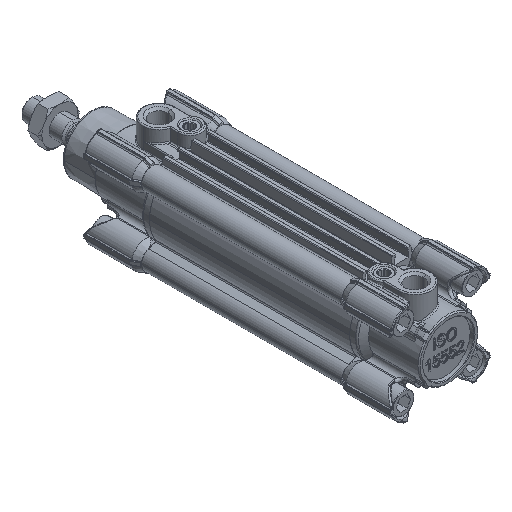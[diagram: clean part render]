
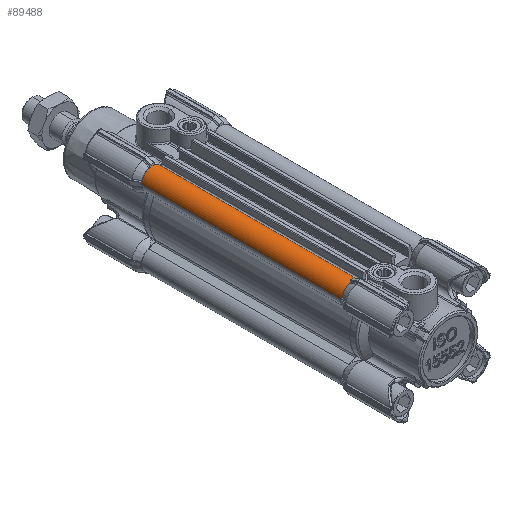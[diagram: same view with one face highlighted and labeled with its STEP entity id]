
A CAD part, isometric view. The second image highlights one B-rep face of the part: STEP entity #89488.
In plain terms, the highlighted cylindrical face has radius 5 mm (diameter 10 mm), a partial arc.
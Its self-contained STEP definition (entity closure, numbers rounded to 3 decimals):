
#50 = CARTESIAN_POINT ( 'NONE',  ( -12.499, 25., 19.557 ) ) ;
#3169 = EDGE_CURVE ( 'NONE', #74384, #65424, #85740, .T. ) ;
#3682 = ORIENTED_EDGE ( 'NONE', *, *, #96124, .F. ) ;
#4595 = ORIENTED_EDGE ( 'NONE', *, *, #3169, .F. ) ;
#5050 = DIRECTION ( 'NONE',  ( 1., 0., 0. ) ) ;
#5910 = CARTESIAN_POINT ( 'NONE',  ( -16.25, 75., 16.25 ) ) ;
#7851 = VECTOR ( 'NONE', #54904, 1000. ) ;
#8707 = LINE ( 'NONE', #72312, #7851 ) ;
#13759 = CARTESIAN_POINT ( 'NONE',  ( -16.25, 119., 16.25 ) ) ;
#22799 = CYLINDRICAL_SURFACE ( 'NONE', #30148, 5. ) ;
#26350 = LINE ( 'NONE', #74600, #89580 ) ;
#30148 = AXIS2_PLACEMENT_3D ( 'NONE', #5910, #85393, #46407 ) ;
#39377 = EDGE_CURVE ( 'NONE', #42455, #89776, #46559, .T. ) ;
#42455 = VERTEX_POINT ( 'NONE', #88686 ) ;
#45068 = DIRECTION ( 'NONE',  ( 0., -1., 0. ) ) ;
#46407 = DIRECTION ( 'NONE',  ( -1., 0., 0. ) ) ;
#46559 = CIRCLE ( 'NONE', #95705, 5. ) ;
#54601 = AXIS2_PLACEMENT_3D ( 'NONE', #65996, #75768, #90133 ) ;
#54904 = DIRECTION ( 'NONE',  ( 0., 1., 0. ) ) ;
#59172 = DIRECTION ( 'NONE',  ( 0., 1., 0. ) ) ;
#61672 = CARTESIAN_POINT ( 'NONE',  ( -21.25, 119., 16.25 ) ) ;
#65424 = VERTEX_POINT ( 'NONE', #70312 ) ;
#65996 = CARTESIAN_POINT ( 'NONE',  ( -16.25, 25., 16.25 ) ) ;
#70312 = CARTESIAN_POINT ( 'NONE',  ( -21.25, 25., 16.25 ) ) ;
#72312 = CARTESIAN_POINT ( 'NONE',  ( -21.25, 75., 16.25 ) ) ;
#74384 = VERTEX_POINT ( 'NONE', #50 ) ;
#74600 = CARTESIAN_POINT ( 'NONE',  ( -12.499, 75., 19.557 ) ) ;
#75768 = DIRECTION ( 'NONE',  ( 0., -1., 0. ) ) ;
#84404 = FACE_OUTER_BOUND ( 'NONE', #96272, .T. ) ;
#85393 = DIRECTION ( 'NONE',  ( 0., 1., 0. ) ) ;
#85740 = CIRCLE ( 'NONE', #54601, 5. ) ;
#87753 = ORIENTED_EDGE ( 'NONE', *, *, #94424, .T. ) ;
#88686 = CARTESIAN_POINT ( 'NONE',  ( -12.499, 119., 19.557 ) ) ;
#89488 = ADVANCED_FACE ( 'NONE', ( #84404 ), #22799, .T. ) ;
#89580 = VECTOR ( 'NONE', #59172, 1000. ) ;
#89776 = VERTEX_POINT ( 'NONE', #61672 ) ;
#90133 = DIRECTION ( 'NONE',  ( 1., 0., 0. ) ) ;
#94424 = EDGE_CURVE ( 'NONE', #74384, #42455, #26350, .T. ) ;
#95705 = AXIS2_PLACEMENT_3D ( 'NONE', #13759, #45068, #5050 ) ;
#96124 = EDGE_CURVE ( 'NONE', #65424, #89776, #8707, .T. ) ;
#96272 = EDGE_LOOP ( 'NONE', ( #3682, #4595, #87753, #98649 ) ) ;
#98649 = ORIENTED_EDGE ( 'NONE', *, *, #39377, .T. ) ;
